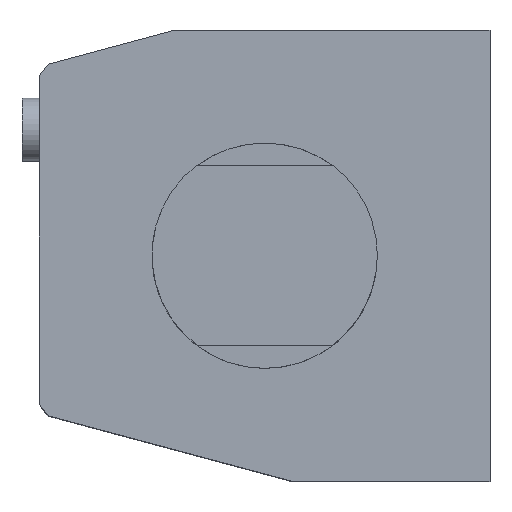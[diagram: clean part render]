
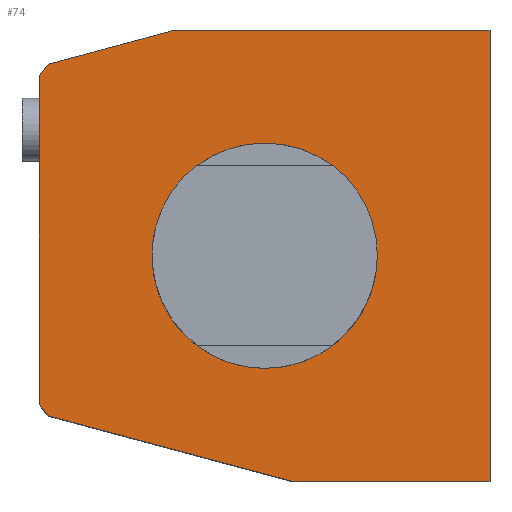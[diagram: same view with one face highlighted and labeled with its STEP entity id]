
A CAD part, top view. The second image highlights one B-rep face of the part: STEP entity #74.
In plain terms, the highlighted planar face has unit normal (0, 0, 1).
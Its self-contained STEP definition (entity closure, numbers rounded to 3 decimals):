
#74=ADVANCED_FACE('',(#142),#109,.T.);
#109=PLANE('',#693);
#142=FACE_OUTER_BOUND('',#174,.T.);
#174=EDGE_LOOP('',(#255,#256,#257,#258,#259,#260,#261,#262));
#255=ORIENTED_EDGE('',*,*,#477,.F.);
#256=ORIENTED_EDGE('',*,*,#478,.F.);
#257=ORIENTED_EDGE('',*,*,#479,.F.);
#258=ORIENTED_EDGE('',*,*,#480,.F.);
#259=ORIENTED_EDGE('',*,*,#481,.F.);
#260=ORIENTED_EDGE('',*,*,#482,.T.);
#261=ORIENTED_EDGE('',*,*,#468,.T.);
#262=ORIENTED_EDGE('',*,*,#483,.F.);
#402=VERTEX_POINT('',#953);
#403=VERTEX_POINT('',#955);
#410=VERTEX_POINT('',#973);
#411=VERTEX_POINT('',#974);
#412=VERTEX_POINT('',#976);
#413=VERTEX_POINT('',#978);
#414=VERTEX_POINT('',#980);
#415=VERTEX_POINT('',#982);
#468=EDGE_CURVE('',#403,#402,#555,.T.);
#477=EDGE_CURVE('',#410,#411,#564,.T.);
#478=EDGE_CURVE('',#412,#410,#565,.T.);
#479=EDGE_CURVE('',#413,#412,#566,.T.);
#480=EDGE_CURVE('',#414,#413,#567,.T.);
#481=EDGE_CURVE('',#415,#414,#568,.T.);
#482=EDGE_CURVE('',#415,#403,#569,.T.);
#483=EDGE_CURVE('',#411,#402,#570,.T.);
#555=LINE('',#954,#635);
#564=LINE('',#972,#644);
#565=LINE('',#975,#645);
#566=LINE('',#977,#646);
#567=LINE('',#979,#647);
#568=LINE('',#981,#648);
#569=LINE('',#983,#649);
#570=LINE('',#984,#650);
#635=VECTOR('',#770,1.);
#644=VECTOR('',#783,1.);
#645=VECTOR('',#784,1.);
#646=VECTOR('',#785,1.);
#647=VECTOR('',#786,1.);
#648=VECTOR('',#787,1.);
#649=VECTOR('',#788,1.);
#650=VECTOR('',#789,1.);
#693=AXIS2_PLACEMENT_3D('',#985,#790,#791);
#770=DIRECTION('',(-1.,0.,0.));
#783=DIRECTION('',(0.609,0.793,0.));
#784=DIRECTION('',(0.,1.,0.));
#785=DIRECTION('',(-0.609,0.793,0.));
#786=DIRECTION('',(-0.966,0.259,0.));
#787=DIRECTION('',(-1.,0.,0.));
#788=DIRECTION('',(0.,1.,0.));
#789=DIRECTION('',(0.966,0.259,0.));
#790=DIRECTION('',(0.,0.,1.));
#791=DIRECTION('',(0.,1.,0.));
#953=CARTESIAN_POINT('',(-20.144,50.,0.));
#954=CARTESIAN_POINT('',(50.,50.,0.));
#955=CARTESIAN_POINT('',(50.,50.,0.));
#972=CARTESIAN_POINT('',(-50.,40.,0.));
#973=CARTESIAN_POINT('',(-50.,40.,0.));
#974=CARTESIAN_POINT('',(-48.068,42.518,0.));
#975=CARTESIAN_POINT('',(-50.,50.,0.));
#976=CARTESIAN_POINT('',(-50.,-33.,0.));
#977=CARTESIAN_POINT('',(-48.068,-35.518,0.));
#978=CARTESIAN_POINT('',(-48.068,-35.518,0.));
#979=CARTESIAN_POINT('',(5.981,-50.,0.));
#980=CARTESIAN_POINT('',(5.981,-50.,0.));
#981=CARTESIAN_POINT('',(50.,-50.,0.));
#982=CARTESIAN_POINT('',(50.,-50.,0.));
#983=CARTESIAN_POINT('',(50.,50.,0.));
#984=CARTESIAN_POINT('',(-48.068,42.518,0.));
#985=CARTESIAN_POINT('',(50.,50.,0.));
